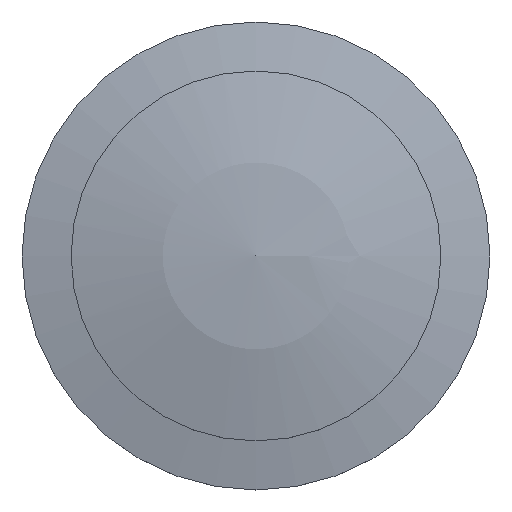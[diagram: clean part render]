
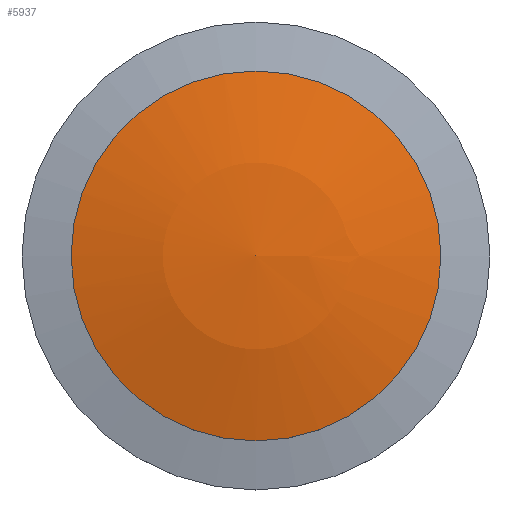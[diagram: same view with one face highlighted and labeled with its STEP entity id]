
A CAD part, top view. The second image highlights one B-rep face of the part: STEP entity #5937.
In plain terms, the highlighted spherical face has radius 40.8 mm.
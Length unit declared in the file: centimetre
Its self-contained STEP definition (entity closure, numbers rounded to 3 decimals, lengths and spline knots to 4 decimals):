
#34=SPHERICAL_SURFACE($,#6372,4.08);
#1715=FACE_OUTER_BOUND($,#2058,.T.);
#2058=EDGE_LOOP($,(#4874));
#2365=CIRCLE($,#6371,1.1025);
#2848=VERTEX_POINT($,#9441);
#3597=EDGE_CURVE($,#2848,#2848,#2365,.T.);
#4874=ORIENTED_EDGE($,*,*,#3597,.T.);
#5937=ADVANCED_FACE($,(#1715),#34,.T.);
#6371=AXIS2_PLACEMENT_3D($,#9442,#7599,#7600);
#6372=AXIS2_PLACEMENT_3D($,#9443,#7601,#7602);
#7599=DIRECTION('center_axis',(0.,0.,
1.));
#7600=DIRECTION('ref_axis',(-1.,0.,0.));
#7601=DIRECTION('center_axis',(0.,0.,
1.));
#7602=DIRECTION('ref_axis',(1.,0.,0.));
#9441=CARTESIAN_POINT('',(-1.1025,0.,2.6821));
#9442=CARTESIAN_POINT('Origin',(0.,0.,
2.6821));
#9443=CARTESIAN_POINT('Origin',(0.,0.,
-1.2461));
